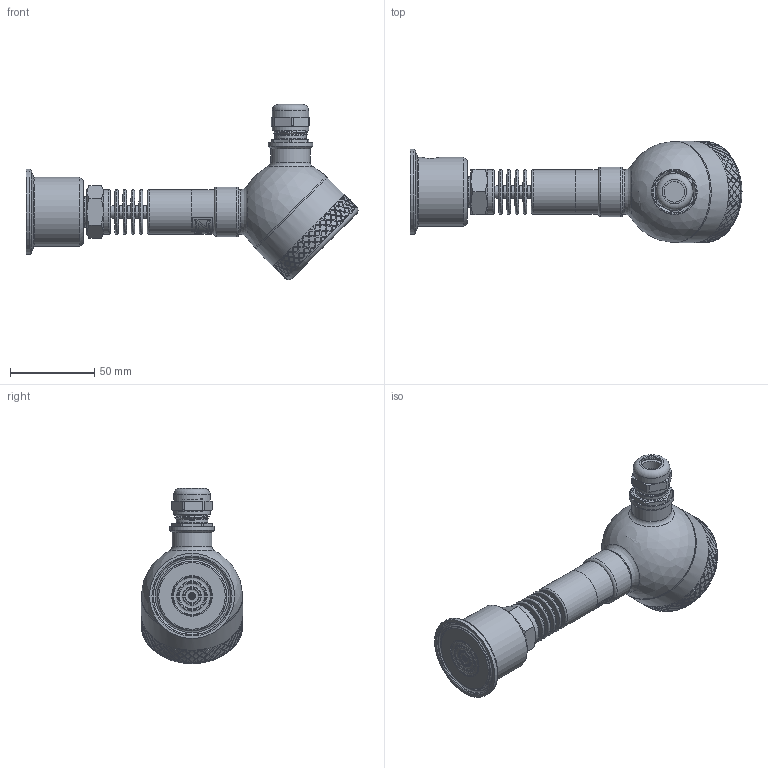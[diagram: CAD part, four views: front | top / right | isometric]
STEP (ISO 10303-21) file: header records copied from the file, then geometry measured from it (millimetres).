
FILE_DESCRIPTION(/* description */ (''),/* implementation_level */ '2;1');
FILE_NAME(/* name */ 'APZ3420sFH_ClampDN1_radiator_1.step',/* time_stamp */ '2021-07-08T16:19:40+03:00',/* author */ (''),/* organization */ (''),/* preprocessor_version */ 'ST-DEVELOPER v18.1',/* originating_system */ 'Autodesk Translation Framework v10.9.0.1377',/* authorisation */ '');
FILE_SCHEMA (('AUTOMOTIVE_DESIGN { 1 0 10303 214 3 1 1 }'));
Products named in the file (13): АПЗ 3420s заполненный 
+ полевой корпус; G1\2EN radiator; Clamp DN1 diaphragm 24 v2 (1); Заполненный полевой 
корпус v13; M20x1,5 steel cable gland v5; Cuerpo GAE.2000.0 Prensaestopas GADI M20x1.5 IP68 Laton; Junta GAE.2000.0 Prensaestopas GADI M20x1.5 IP68 Laton; Tuerca GAE.2000.0 Prensaestopas GADI M20x1.5 IP68 Laton; Brida GAE.2000.0 Prensaestopas GADI M20x1.5 IP68 Laton; Goma GAE.2000.0 Prensaestopas GADI M20x1.5 IP68 Laton; Main body; Cover without display; Adapter M20x1,5
Assembly tree (12 placements, depth 4):
  АПЗ 3420s заполненный 
+ полевой корпус
    G1\2EN radiator
    Clamp DN1 diaphragm 24 v2 (1)
    Заполненный полевой 
корпус v13
      M20x1,5 steel cable gland v5
        Cuerpo GAE.2000.0 Prensaestopas GADI M20x1.5 IP68 Laton
        Junta GAE.2000.0 Prensaestopas GADI M20x1.5 IP68 Laton
        Tuerca GAE.2000.0 Prensaestopas GADI M20x1.5 IP68 Laton
        Brida GAE.2000.0 Prensaestopas GADI M20x1.5 IP68 Laton
        Goma GAE.2000.0 Prensaestopas GADI M20x1.5 IP68 Laton
      Main body
      Cover without display
      Adapter M20x1,5
Bounding box: 197.02 x 60.1 x 103.92 mm (x, y, z)
Volume: 290178.1 mm3; surface area: 61586.9 mm2
Topology: 11 solids, 11 shells, 1712 faces, 4236 edges, 2801 vertices
Faces by surface type: bspline 978, cylinder 332, plane 273, cone 66, torus 62, sphere 1
Full cylindrical faces by diameter (mm): 2 x1, 3 x1, 3.3 x1, 5 x1, 6 x3, 7.5 x5, 12.3 x2, 13 x1, 15 x4, 16 x1, 16.2 x1, 16.7 x1, 17 x1, 17.15 x1, 17.5 x1, 18 x5, 18.526 x5, 18.631 x6, 18.75 x7, 19 x1, 20 x2, 20.203 x5, 20.3 x5, 20.8 x1, 20.955 x7, 21.6 x1, 21.7 x2, 21.767 x1, 22 x1, 22.4 x1
Entity records: 78727 total; most frequent: CARTESIAN_POINT 45974, ORIENTED_EDGE 8468, EDGE_CURVE 4234, DIRECTION 3422, B_SPLINE_CURVE_WITH_KNOTS 2853, VERTEX_POINT 2801, EDGE_LOOP 1983, FACE_OUTER_BOUND 1712
